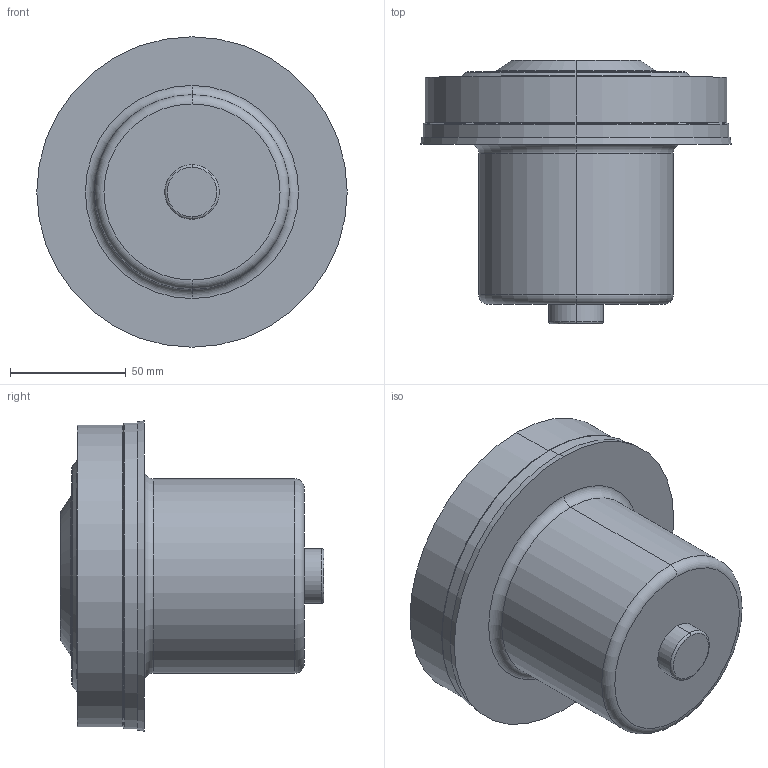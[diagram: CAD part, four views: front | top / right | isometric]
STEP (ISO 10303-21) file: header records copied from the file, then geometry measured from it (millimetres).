
FILE_DESCRIPTION (( 'STEP AP214' ), '1' );
FILE_NAME ('Vacuum cleaner motor.STEP', '2018-05-09T14:08:39', ( '' ), ( '' ), 'SwSTEP 2.0', 'SolidWorks 2016', '' );
FILE_SCHEMA (( 'AUTOMOTIVE_DESIGN' ));
Length unit declared in the file: millimetre
Products named in the file (1): Vacuum cleaner motor
Bounding box: 134 x 113.8 x 134 mm (x, y, z)
Volume: 795913.5 mm3; surface area: 59616.6 mm2
Topology: 1 solids, 1 shells, 44 faces, 86 edges, 50 vertices
Faces by surface type: torus 20, cylinder 10, plane 8, cone 6
Entity records: 1178 total; most frequent: DIRECTION 246, CARTESIAN_POINT 181, ORIENTED_EDGE 172, AXIS2_PLACEMENT_3D 115, EDGE_CURVE 86, CIRCLE 70, EDGE_LOOP 50, VERTEX_POINT 50
